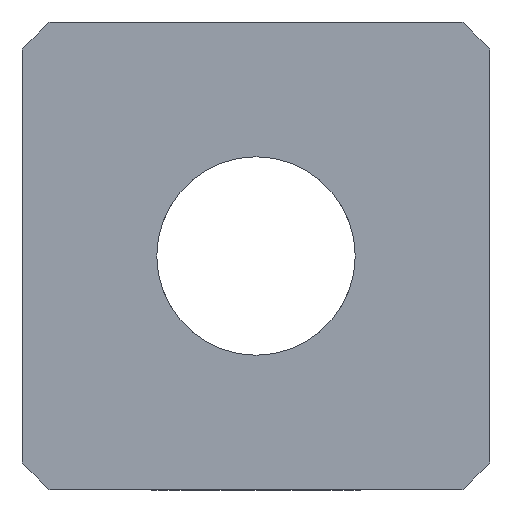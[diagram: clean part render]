
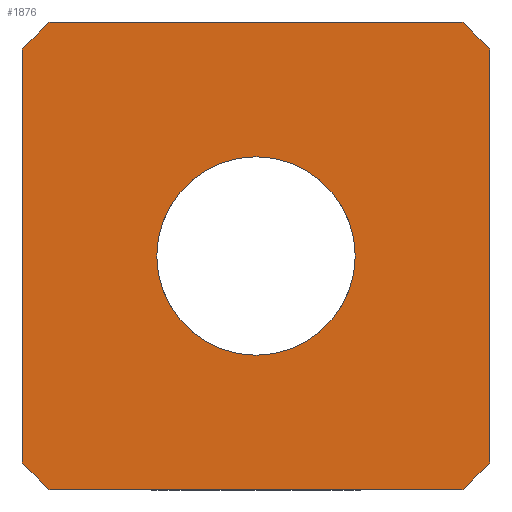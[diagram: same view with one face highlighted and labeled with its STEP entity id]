
A CAD part, left-side view. The second image highlights one B-rep face of the part: STEP entity #1876.
In plain terms, the highlighted planar face has unit normal (-1, 0, 0).
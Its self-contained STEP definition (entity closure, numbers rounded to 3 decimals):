
#68 = LINE ( 'NONE', #1687, #3329 ) ;
#90 = EDGE_CURVE ( 'NONE', #2134, #1118, #2355, .T. ) ;
#95 = FACE_OUTER_BOUND ( 'NONE', #3036, .T. ) ;
#121 = CARTESIAN_POINT ( 'NONE',  ( -44.196, 4.763, -4.193 ) ) ;
#153 = CARTESIAN_POINT ( 'NONE',  ( -44.196, 4.193, -4.762 ) ) ;
#193 = EDGE_CURVE ( 'NONE', #2493, #2595, #68, .T. ) ;
#215 = VERTEX_POINT ( 'NONE', #121 ) ;
#317 = EDGE_CURVE ( 'NONE', #1537, #3016, #1737, .T. ) ;
#334 = CIRCLE ( 'NONE', #3182, 2.019 ) ;
#388 = CARTESIAN_POINT ( 'NONE',  ( -44.196, 0., 0. ) ) ;
#463 = CARTESIAN_POINT ( 'NONE',  ( -44.196, 0., 0. ) ) ;
#594 = CARTESIAN_POINT ( 'NONE',  ( -44.196, -4.763, -4.762 ) ) ;
#748 = DIRECTION ( 'NONE',  ( 0., 0., 1. ) ) ;
#756 = CARTESIAN_POINT ( 'NONE',  ( -44.196, 4.763, -4.762 ) ) ;
#773 = CIRCLE ( 'NONE', #2663, 6.345 ) ;
#806 = DIRECTION ( 'NONE',  ( 0., 0., -1. ) ) ;
#812 = ORIENTED_EDGE ( 'NONE', *, *, #2227, .F. ) ;
#819 = DIRECTION ( 'NONE',  ( 1., 0., 0. ) ) ;
#861 = CARTESIAN_POINT ( 'NONE',  ( -44.196, -4.193, 4.763 ) ) ;
#883 = DIRECTION ( 'NONE',  ( 1., 0., 0. ) ) ;
#921 = DIRECTION ( 'NONE',  ( 0., 0., -1. ) ) ;
#1006 = EDGE_CURVE ( 'NONE', #1286, #215, #1245, .T. ) ;
#1022 = CARTESIAN_POINT ( 'NONE',  ( -44.196, -4.763, -4.193 ) ) ;
#1038 = LINE ( 'NONE', #3148, #1380 ) ;
#1041 = CARTESIAN_POINT ( 'NONE',  ( -44.196, 4.763, 4.193 ) ) ;
#1082 = CARTESIAN_POINT ( 'NONE',  ( -44.196, 0., 0. ) ) ;
#1091 = EDGE_CURVE ( 'NONE', #2595, #3168, #2758, .T. ) ;
#1095 = ORIENTED_EDGE ( 'NONE', *, *, #2202, .F. ) ;
#1117 = DIRECTION ( 'NONE',  ( 1., 0., 0. ) ) ;
#1118 = VERTEX_POINT ( 'NONE', #2670 ) ;
#1245 = CIRCLE ( 'NONE', #2584, 6.345 ) ;
#1258 = DIRECTION ( 'NONE',  ( 0., 0., 1. ) ) ;
#1286 = VERTEX_POINT ( 'NONE', #153 ) ;
#1351 = AXIS2_PLACEMENT_3D ( 'NONE', #1082, #819, #806 ) ;
#1380 = VECTOR ( 'NONE', #748, 1000. ) ;
#1510 = CARTESIAN_POINT ( 'NONE',  ( -44.196, 0., 0. ) ) ;
#1520 = CARTESIAN_POINT ( 'NONE',  ( -44.196, 4.193, 4.763 ) ) ;
#1537 = VERTEX_POINT ( 'NONE', #2430 ) ;
#1551 = LINE ( 'NONE', #756, #2787 ) ;
#1629 = AXIS2_PLACEMENT_3D ( 'NONE', #3306, #1117, #3019 ) ;
#1633 = CARTESIAN_POINT ( 'NONE',  ( -44.196, -4.763, 4.193 ) ) ;
#1663 = CARTESIAN_POINT ( 'NONE',  ( -44.196, 4.763, -4.762 ) ) ;
#1687 = CARTESIAN_POINT ( 'NONE',  ( -44.196, 4.763, 4.763 ) ) ;
#1737 = CIRCLE ( 'NONE', #3039, 2.019 ) ;
#1758 = VERTEX_POINT ( 'NONE', #1041 ) ;
#1768 = VECTOR ( 'NONE', #3264, 1000. ) ;
#1791 = DIRECTION ( 'NONE',  ( 0., 0., 1. ) ) ;
#1806 = DIRECTION ( 'NONE',  ( 0., -1., 0. ) ) ;
#1827 = DIRECTION ( 'NONE',  ( 0., 0., -1. ) ) ;
#1866 = PLANE ( 'NONE',  #2546 ) ;
#1871 = ORIENTED_EDGE ( 'NONE', *, *, #193, .F. ) ;
#1876 = ADVANCED_FACE ( 'NONE', ( #1943, #95 ), #1866, .F. ) ;
#1940 = CARTESIAN_POINT ( 'NONE',  ( -44.196, 0., 0. ) ) ;
#1943 = FACE_BOUND ( 'NONE', #2534, .T. ) ;
#1994 = ORIENTED_EDGE ( 'NONE', *, *, #2477, .F. ) ;
#2037 = DIRECTION ( 'NONE',  ( -1., 0., 0. ) ) ;
#2066 = ORIENTED_EDGE ( 'NONE', *, *, #1091, .F. ) ;
#2134 = VERTEX_POINT ( 'NONE', #1022 ) ;
#2202 = EDGE_CURVE ( 'NONE', #215, #1758, #1038, .T. ) ;
#2216 = ORIENTED_EDGE ( 'NONE', *, *, #1006, .F. ) ;
#2227 = EDGE_CURVE ( 'NONE', #1758, #2493, #773, .T. ) ;
#2355 = CIRCLE ( 'NONE', #1629, 6.345 ) ;
#2430 = CARTESIAN_POINT ( 'NONE',  ( -44.196, 0., 2.019 ) ) ;
#2477 = EDGE_CURVE ( 'NONE', #3016, #1537, #334, .T. ) ;
#2493 = VERTEX_POINT ( 'NONE', #1520 ) ;
#2495 = CARTESIAN_POINT ( 'NONE',  ( -44.196, 0., -2.019 ) ) ;
#2530 = EDGE_CURVE ( 'NONE', #1286, #1118, #1551, .T. ) ;
#2534 = EDGE_LOOP ( 'NONE', ( #2981, #1994 ) ) ;
#2546 = AXIS2_PLACEMENT_3D ( 'NONE', #1663, #883, #2953 ) ;
#2584 = AXIS2_PLACEMENT_3D ( 'NONE', #1940, #3024, #921 ) ;
#2587 = DIRECTION ( 'NONE',  ( -1., 0., 0. ) ) ;
#2595 = VERTEX_POINT ( 'NONE', #861 ) ;
#2663 = AXIS2_PLACEMENT_3D ( 'NONE', #1510, #3183, #1827 ) ;
#2670 = CARTESIAN_POINT ( 'NONE',  ( -44.196, -4.193, -4.762 ) ) ;
#2758 = CIRCLE ( 'NONE', #1351, 6.345 ) ;
#2787 = VECTOR ( 'NONE', #1806, 1000. ) ;
#2925 = ORIENTED_EDGE ( 'NONE', *, *, #3142, .T. ) ;
#2953 = DIRECTION ( 'NONE',  ( 0., 0., -1. ) ) ;
#2981 = ORIENTED_EDGE ( 'NONE', *, *, #317, .F. ) ;
#2986 = ORIENTED_EDGE ( 'NONE', *, *, #90, .F. ) ;
#2997 = DIRECTION ( 'NONE',  ( 0., -1., 0. ) ) ;
#3014 = LINE ( 'NONE', #594, #1768 ) ;
#3016 = VERTEX_POINT ( 'NONE', #2495 ) ;
#3019 = DIRECTION ( 'NONE',  ( 0., 0., -1. ) ) ;
#3024 = DIRECTION ( 'NONE',  ( 1., 0., 0. ) ) ;
#3036 = EDGE_LOOP ( 'NONE', ( #2216, #3448, #2986, #2925, #2066, #1871, #812, #1095 ) ) ;
#3039 = AXIS2_PLACEMENT_3D ( 'NONE', #463, #2587, #1258 ) ;
#3142 = EDGE_CURVE ( 'NONE', #2134, #3168, #3014, .T. ) ;
#3148 = CARTESIAN_POINT ( 'NONE',  ( -44.196, 4.763, -4.762 ) ) ;
#3168 = VERTEX_POINT ( 'NONE', #1633 ) ;
#3182 = AXIS2_PLACEMENT_3D ( 'NONE', #388, #2037, #1791 ) ;
#3183 = DIRECTION ( 'NONE',  ( 1., 0., 0. ) ) ;
#3264 = DIRECTION ( 'NONE',  ( 0., 0., 1. ) ) ;
#3306 = CARTESIAN_POINT ( 'NONE',  ( -44.196, 0., 0. ) ) ;
#3329 = VECTOR ( 'NONE', #2997, 1000. ) ;
#3448 = ORIENTED_EDGE ( 'NONE', *, *, #2530, .T. ) ;
